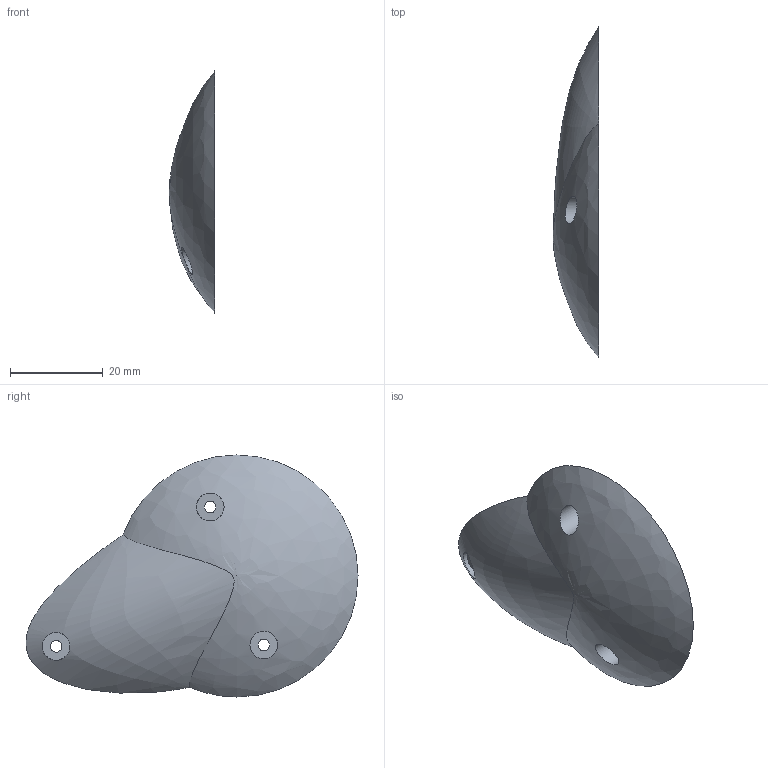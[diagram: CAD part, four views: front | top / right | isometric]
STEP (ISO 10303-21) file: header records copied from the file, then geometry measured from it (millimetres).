
FILE_DESCRIPTION(/* description */ ('STEP AP214'),/* implementation_level */ '2;1');
FILE_NAME(/* name */ '683c51994258294a187f4255',/* time_stamp */ '2025-06-01T13:11:55Z',/* author */ (''),/* organization */ (''),/* preprocessor_version */ 'ST-DEVELOPER v20',/* originating_system */ 'ONSHAPE BY PTC INC, 1.198',/* authorisation */ ' ');
FILE_SCHEMA (('AUTOMOTIVE_DESIGN {1 0 10303 214 3 1 1}'));
Length unit declared in the file: metre
Products named in the file (1): Part 49
Bounding box: 9.9 x 71.75 x 52.31 mm (x, y, z)
Volume: 11234.7 mm3; surface area: 6232.1 mm2
Topology: 1 solids, 1 shells, 39 faces, 99 edges, 65 vertices
Faces by surface type: bspline 21, cylinder 10, plane 5, torus 3
Full cylindrical faces by diameter (mm): 2.5 x3, 6 x3
Entity records: 1843 total; most frequent: CARTESIAN_POINT 1084, ORIENTED_EDGE 174, DIRECTION 96, EDGE_CURVE 87, VERTEX_POINT 61, B_SPLINE_CURVE_WITH_KNOTS 58, FACE_BOUND 56, EDGE_LOOP 55
